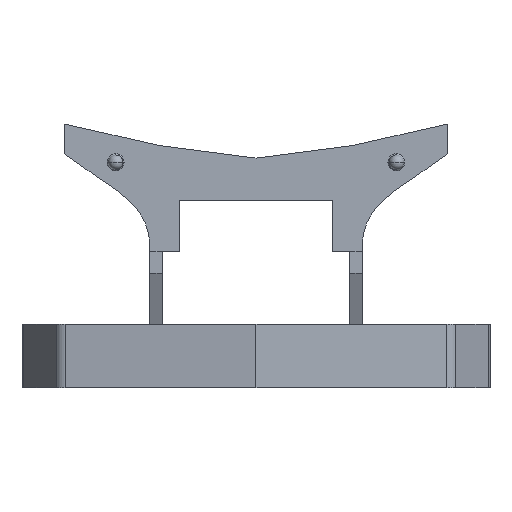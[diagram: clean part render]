
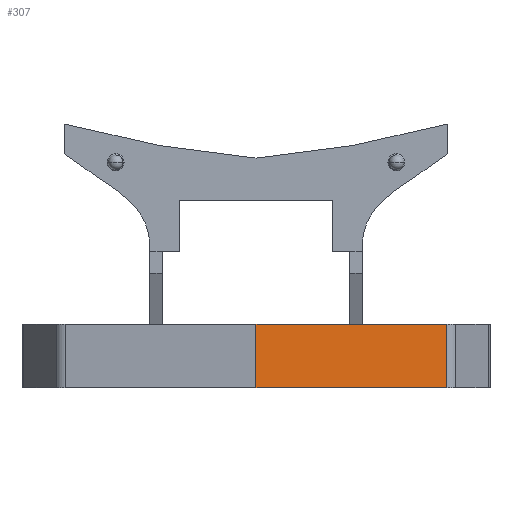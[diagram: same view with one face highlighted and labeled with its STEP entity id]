
A CAD part, left-side view. The second image highlights one B-rep face of the part: STEP entity #307.
In plain terms, the highlighted planar face has unit normal (-0.994, -0.107, 0).
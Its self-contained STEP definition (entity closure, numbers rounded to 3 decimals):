
#21 = VERTEX_POINT ( 'NONE', #2533 ) ;
#176 = DIRECTION ( 'NONE',  ( 0.107, -0.994, 0. ) ) ;
#307 = ADVANCED_FACE ( 'NONE', ( #3033 ), #937, .T. ) ;
#464 = LINE ( 'NONE', #8568, #7805 ) ;
#937 = PLANE ( 'NONE',  #4950 ) ;
#1069 = VERTEX_POINT ( 'NONE', #6732 ) ;
#1321 = ORIENTED_EDGE ( 'NONE', *, *, #3058, .F. ) ;
#2091 = LINE ( 'NONE', #4470, #3527 ) ;
#2415 = CARTESIAN_POINT ( 'NONE',  ( -33.272, 25., 0. ) ) ;
#2533 = CARTESIAN_POINT ( 'NONE',  ( -28.481, -19.67, 0. ) ) ;
#2848 = DIRECTION ( 'NONE',  ( -0.994, -0.107, 0. ) ) ;
#3033 = FACE_OUTER_BOUND ( 'NONE', #6943, .T. ) ;
#3058 = EDGE_CURVE ( 'NONE', #1069, #21, #6329, .T. ) ;
#3066 = CARTESIAN_POINT ( 'NONE',  ( -33.272, 25., 15. ) ) ;
#3527 = VECTOR ( 'NONE', #7783, 1000. ) ;
#4461 = ORIENTED_EDGE ( 'NONE', *, *, #5839, .T. ) ;
#4470 = CARTESIAN_POINT ( 'NONE',  ( -28.481, -19.67, 0. ) ) ;
#4775 = ORIENTED_EDGE ( 'NONE', *, *, #7704, .T. ) ;
#4950 = AXIS2_PLACEMENT_3D ( 'NONE', #6176, #2848, #176 ) ;
#5062 = DIRECTION ( 'NONE',  ( 0., 0., -1. ) ) ;
#5095 = ORIENTED_EDGE ( 'NONE', *, *, #6377, .F. ) ;
#5179 = DIRECTION ( 'NONE',  ( -0.107, 0.994, 0. ) ) ;
#5261 = LINE ( 'NONE', #3066, #7650 ) ;
#5839 = EDGE_CURVE ( 'NONE', #1069, #7555, #464, .T. ) ;
#6176 = CARTESIAN_POINT ( 'NONE',  ( -28.481, -19.67, 15. ) ) ;
#6329 = LINE ( 'NONE', #6979, #8088 ) ;
#6377 = EDGE_CURVE ( 'NONE', #21, #7242, #2091, .T. ) ;
#6663 = CARTESIAN_POINT ( 'NONE',  ( -33.272, 25., 15. ) ) ;
#6732 = CARTESIAN_POINT ( 'NONE',  ( -28.481, -19.67, 15. ) ) ;
#6943 = EDGE_LOOP ( 'NONE', ( #5095, #1321, #4461, #4775 ) ) ;
#6979 = CARTESIAN_POINT ( 'NONE',  ( -28.481, -19.67, 15. ) ) ;
#7242 = VERTEX_POINT ( 'NONE', #2415 ) ;
#7555 = VERTEX_POINT ( 'NONE', #6663 ) ;
#7650 = VECTOR ( 'NONE', #8275, 1000. ) ;
#7704 = EDGE_CURVE ( 'NONE', #7555, #7242, #5261, .T. ) ;
#7783 = DIRECTION ( 'NONE',  ( -0.107, 0.994, 0. ) ) ;
#7805 = VECTOR ( 'NONE', #5179, 1000. ) ;
#8088 = VECTOR ( 'NONE', #5062, 1000. ) ;
#8275 = DIRECTION ( 'NONE',  ( 0., 0., -1. ) ) ;
#8568 = CARTESIAN_POINT ( 'NONE',  ( -28.481, -19.67, 15. ) ) ;
